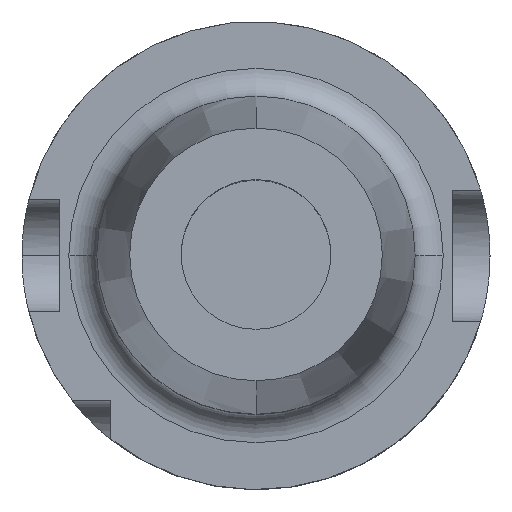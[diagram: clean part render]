
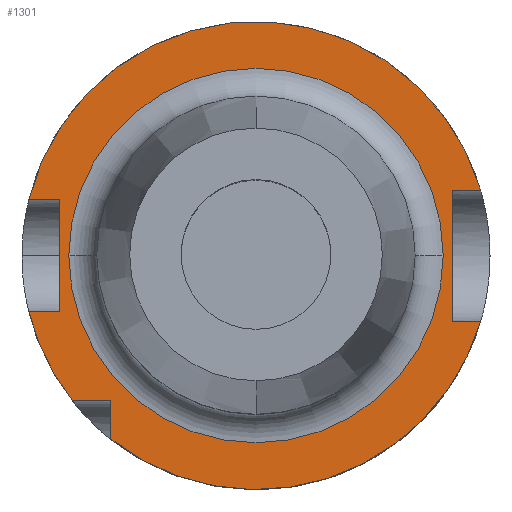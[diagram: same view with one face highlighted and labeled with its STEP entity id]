
A CAD part, top view. The second image highlights one B-rep face of the part: STEP entity #1301.
In plain terms, the highlighted planar face has unit normal (0, 0, 1).
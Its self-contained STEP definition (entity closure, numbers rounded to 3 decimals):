
#18 = LINE ( 'NONE', #343, #1080 ) ;
#56 = EDGE_CURVE ( 'NONE', #2820, #230, #1300, .T. ) ;
#104 = AXIS2_PLACEMENT_3D ( 'NONE', #1781, #585, #1046 ) ;
#147 = DIRECTION ( 'NONE',  ( 0., 0., 1. ) ) ;
#175 = LINE ( 'NONE', #2204, #2290 ) ;
#186 = ORIENTED_EDGE ( 'NONE', *, *, #2649, .T. ) ;
#206 = VERTEX_POINT ( 'NONE', #2050 ) ;
#230 = VERTEX_POINT ( 'NONE', #248 ) ;
#235 = CARTESIAN_POINT ( 'NONE',  ( -21., 6., 26. ) ) ;
#244 = AXIS2_PLACEMENT_3D ( 'NONE', #875, #927, #666 ) ;
#246 = CARTESIAN_POINT ( 'NONE',  ( -31., -6., 26. ) ) ;
#248 = CARTESIAN_POINT ( 'NONE',  ( -15.5, -19.615, 26. ) ) ;
#269 = DIRECTION ( 'NONE',  ( 0., -1., 0. ) ) ;
#271 = DIRECTION ( 'NONE',  ( -1., 0., 0. ) ) ;
#305 = CARTESIAN_POINT ( 'NONE',  ( 0., 25., 26. ) ) ;
#318 = VERTEX_POINT ( 'NONE', #1311 ) ;
#343 = CARTESIAN_POINT ( 'NONE',  ( -31., 6., 26. ) ) ;
#368 = DIRECTION ( 'NONE',  ( 0., -1., 0. ) ) ;
#391 = CARTESIAN_POINT ( 'NONE',  ( -21., -6., 26. ) ) ;
#450 = ORIENTED_EDGE ( 'NONE', *, *, #872, .F. ) ;
#458 = ORIENTED_EDGE ( 'NONE', *, *, #562, .T. ) ;
#476 = DIRECTION ( 'NONE',  ( -1., 0., 0. ) ) ;
#498 = CARTESIAN_POINT ( 'NONE',  ( 0., -15.5, 26. ) ) ;
#501 = DIRECTION ( 'NONE',  ( 1., 0., 0. ) ) ;
#504 = DIRECTION ( 'NONE',  ( 0., 0., -1. ) ) ;
#520 = DIRECTION ( 'NONE',  ( 1., 0., 0. ) ) ;
#554 = LINE ( 'NONE', #498, #977 ) ;
#562 = EDGE_CURVE ( 'NONE', #828, #2820, #554, .T. ) ;
#584 = LINE ( 'NONE', #2993, #742 ) ;
#585 = DIRECTION ( 'NONE',  ( 0., 0., 1. ) ) ;
#593 = DIRECTION ( 'NONE',  ( -1., 0., 0. ) ) ;
#605 = CARTESIAN_POINT ( 'NONE',  ( -15.5, -15.5, 26. ) ) ;
#654 = CARTESIAN_POINT ( 'NONE',  ( 24., -7., 26. ) ) ;
#656 = AXIS2_PLACEMENT_3D ( 'NONE', #2385, #504, #476 ) ;
#662 = DIRECTION ( 'NONE',  ( 1., 0., 0. ) ) ;
#666 = DIRECTION ( 'NONE',  ( -1., 0., 0. ) ) ;
#684 = VECTOR ( 'NONE', #501, 1000. ) ;
#742 = VECTOR ( 'NONE', #1777, 1000. ) ;
#769 = PLANE ( 'NONE',  #3096 ) ;
#798 = CARTESIAN_POINT ( 'NONE',  ( -15.5, 25., 26. ) ) ;
#811 = VERTEX_POINT ( 'NONE', #235 ) ;
#816 = EDGE_CURVE ( 'NONE', #2522, #318, #3152, .T. ) ;
#822 = VECTOR ( 'NONE', #269, 1000. ) ;
#828 = VERTEX_POINT ( 'NONE', #2187 ) ;
#872 = EDGE_CURVE ( 'NONE', #1485, #1888, #1659, .T. ) ;
#875 = CARTESIAN_POINT ( 'NONE',  ( 0., 0., 26. ) ) ;
#927 = DIRECTION ( 'NONE',  ( 0., 0., -1. ) ) ;
#975 = CARTESIAN_POINT ( 'NONE',  ( 21., 7., 26. ) ) ;
#977 = VECTOR ( 'NONE', #2406, 1000. ) ;
#1029 = DIRECTION ( 'NONE',  ( 0., 0., -1. ) ) ;
#1046 = DIRECTION ( 'NONE',  ( 1., 0., 0. ) ) ;
#1080 = VECTOR ( 'NONE', #2494, 1000. ) ;
#1198 = ORIENTED_EDGE ( 'NONE', *, *, #56, .T. ) ;
#1202 = ORIENTED_EDGE ( 'NONE', *, *, #3066, .T. ) ;
#1250 = EDGE_CURVE ( 'NONE', #1711, #1994, #1384, .T. ) ;
#1253 = CARTESIAN_POINT ( 'NONE',  ( 21., -7., 26. ) ) ;
#1300 = LINE ( 'NONE', #798, #2646 ) ;
#1301 = ADVANCED_FACE ( 'NONE', ( #3033, #2293 ), #769, .F. ) ;
#1311 = CARTESIAN_POINT ( 'NONE',  ( 20., 0., 26. ) ) ;
#1342 = CARTESIAN_POINT ( 'NONE',  ( 0., 0., 26. ) ) ;
#1364 = ORIENTED_EDGE ( 'NONE', *, *, #1487, .F. ) ;
#1374 = CIRCLE ( 'NONE', #104, 25. ) ;
#1384 = LINE ( 'NONE', #246, #684 ) ;
#1402 = EDGE_CURVE ( 'NONE', #318, #2522, #1656, .T. ) ;
#1485 = VERTEX_POINT ( 'NONE', #975 ) ;
#1487 = EDGE_CURVE ( 'NONE', #206, #1485, #175, .T. ) ;
#1521 = CARTESIAN_POINT ( 'NONE',  ( 21., -7., 26. ) ) ;
#1600 = EDGE_LOOP ( 'NONE', ( #1855, #1707 ) ) ;
#1602 = EDGE_CURVE ( 'NONE', #206, #2904, #1695, .T. ) ;
#1656 = CIRCLE ( 'NONE', #244, 20. ) ;
#1659 = LINE ( 'NONE', #1521, #822 ) ;
#1695 = CIRCLE ( 'NONE', #3011, 25. ) ;
#1706 = ORIENTED_EDGE ( 'NONE', *, *, #2711, .T. ) ;
#1707 = ORIENTED_EDGE ( 'NONE', *, *, #1402, .T. ) ;
#1711 = VERTEX_POINT ( 'NONE', #2402 ) ;
#1777 = DIRECTION ( 'NONE',  ( 0., -1., 0. ) ) ;
#1781 = CARTESIAN_POINT ( 'NONE',  ( 0., 0., 26. ) ) ;
#1784 = AXIS2_PLACEMENT_3D ( 'NONE', #2434, #1957, #520 ) ;
#1832 = ORIENTED_EDGE ( 'NONE', *, *, #1602, .T. ) ;
#1855 = ORIENTED_EDGE ( 'NONE', *, *, #816, .T. ) ;
#1888 = VERTEX_POINT ( 'NONE', #1253 ) ;
#1957 = DIRECTION ( 'NONE',  ( 0., 0., 1. ) ) ;
#1994 = VERTEX_POINT ( 'NONE', #391 ) ;
#1996 = VERTEX_POINT ( 'NONE', #654 ) ;
#2046 = CARTESIAN_POINT ( 'NONE',  ( -24.269, 6., 26. ) ) ;
#2050 = CARTESIAN_POINT ( 'NONE',  ( 24., 7., 26. ) ) ;
#2154 = ORIENTED_EDGE ( 'NONE', *, *, #1250, .F. ) ;
#2187 = CARTESIAN_POINT ( 'NONE',  ( -19.615, -15.5, 26. ) ) ;
#2204 = CARTESIAN_POINT ( 'NONE',  ( 31., 7., 26. ) ) ;
#2290 = VECTOR ( 'NONE', #271, 1000. ) ;
#2293 = FACE_OUTER_BOUND ( 'NONE', #2503, .T. ) ;
#2385 = CARTESIAN_POINT ( 'NONE',  ( 0., 0., 26. ) ) ;
#2402 = CARTESIAN_POINT ( 'NONE',  ( -24.269, -6., 26. ) ) ;
#2406 = DIRECTION ( 'NONE',  ( 1., 0., 0. ) ) ;
#2434 = CARTESIAN_POINT ( 'NONE',  ( 0., 0., 26. ) ) ;
#2494 = DIRECTION ( 'NONE',  ( 1., 0., 0. ) ) ;
#2503 = EDGE_LOOP ( 'NONE', ( #2848, #458, #1198, #186, #1706, #450, #1364, #1832, #1202, #3068, #2154 ) ) ;
#2517 = CARTESIAN_POINT ( 'NONE',  ( 31., -7., 26. ) ) ;
#2522 = VERTEX_POINT ( 'NONE', #2975 ) ;
#2562 = LINE ( 'NONE', #2517, #2706 ) ;
#2634 = CIRCLE ( 'NONE', #1784, 25. ) ;
#2646 = VECTOR ( 'NONE', #368, 1000. ) ;
#2649 = EDGE_CURVE ( 'NONE', #230, #1996, #2634, .T. ) ;
#2706 = VECTOR ( 'NONE', #593, 1000. ) ;
#2711 = EDGE_CURVE ( 'NONE', #1996, #1888, #2562, .T. ) ;
#2740 = DIRECTION ( 'NONE',  ( -1., 0., 0. ) ) ;
#2820 = VERTEX_POINT ( 'NONE', #605 ) ;
#2848 = ORIENTED_EDGE ( 'NONE', *, *, #2958, .T. ) ;
#2904 = VERTEX_POINT ( 'NONE', #2046 ) ;
#2958 = EDGE_CURVE ( 'NONE', #1711, #828, #1374, .T. ) ;
#2975 = CARTESIAN_POINT ( 'NONE',  ( -20., 0., 26. ) ) ;
#2993 = CARTESIAN_POINT ( 'NONE',  ( -21., -6., 26. ) ) ;
#3011 = AXIS2_PLACEMENT_3D ( 'NONE', #1342, #147, #662 ) ;
#3033 = FACE_BOUND ( 'NONE', #1600, .T. ) ;
#3066 = EDGE_CURVE ( 'NONE', #2904, #811, #18, .T. ) ;
#3068 = ORIENTED_EDGE ( 'NONE', *, *, #3092, .T. ) ;
#3092 = EDGE_CURVE ( 'NONE', #811, #1994, #584, .T. ) ;
#3096 = AXIS2_PLACEMENT_3D ( 'NONE', #305, #1029, #2740 ) ;
#3152 = CIRCLE ( 'NONE', #656, 20. ) ;
